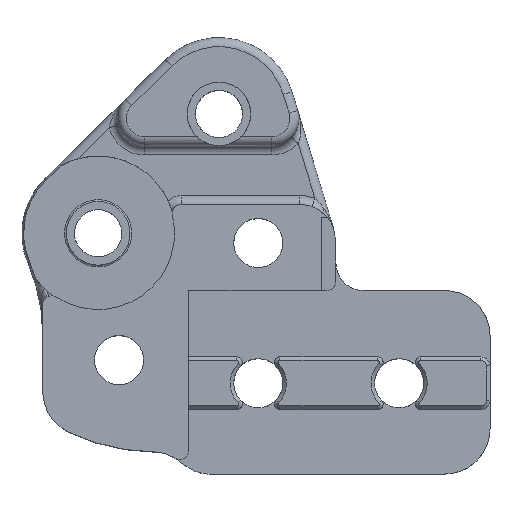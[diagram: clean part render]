
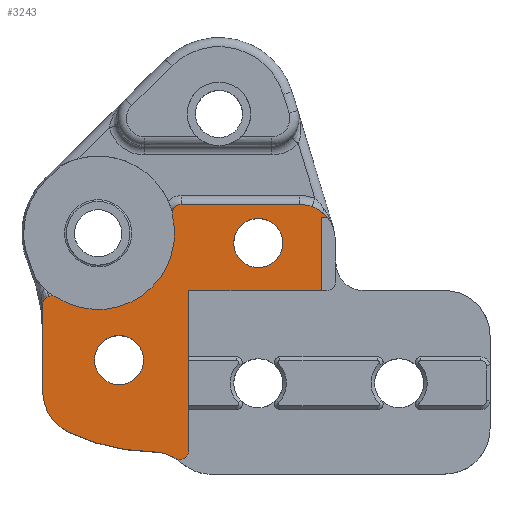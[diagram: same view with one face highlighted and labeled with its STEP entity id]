
A CAD part, top view. The second image highlights one B-rep face of the part: STEP entity #3243.
In plain terms, the highlighted planar face has unit normal (0, 0, 1).
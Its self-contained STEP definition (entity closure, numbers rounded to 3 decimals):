
#103=FACE_BOUND('',#1090,.T.);
#104=FACE_BOUND('',#1091,.T.);
#169=PLANE('',#3624);
#248=LINE('',#5256,#491);
#326=LINE('',#5888,#569);
#328=LINE('',#5891,#571);
#339=LINE('',#5936,#582);
#342=LINE('',#5941,#585);
#406=LINE('',#6255,#649);
#491=VECTOR('',#3965,10.);
#569=VECTOR('',#4287,10.);
#571=VECTOR('',#4291,10.);
#582=VECTOR('',#4330,10.);
#585=VECTOR('',#4335,10.);
#649=VECTOR('',#4589,10.);
#888=FACE_OUTER_BOUND('',#1089,.T.);
#1089=EDGE_LOOP('',(#2897,#2898,#2899,#2900,#2901,#2902,#2903,#2904,#2905,
#2906,#2907,#2908,#2909,#2910));
#1090=EDGE_LOOP('',(#2911));
#1091=EDGE_LOOP('',(#2912));
#1138=CIRCLE('',#3315,1.);
#1196=CIRCLE('',#3424,1.);
#1197=CIRCLE('',#3426,8.4);
#1198=CIRCLE('',#3428,4.);
#1219=CIRCLE('',#3456,5.);
#1220=CIRCLE('',#3458,22.2);
#1222=CIRCLE('',#3461,4.4);
#1225=CIRCLE('',#3475,1.);
#1295=CIRCLE('',#3621,2.7);
#1296=CIRCLE('',#3623,2.7);
#1350=VERTEX_POINT('',#4863);
#1351=VERTEX_POINT('',#4865);
#1434=VERTEX_POINT('',#5254);
#1457=VERTEX_POINT('',#5537);
#1458=VERTEX_POINT('',#5538);
#1459=VERTEX_POINT('',#5545);
#1460=VERTEX_POINT('',#5547);
#1478=VERTEX_POINT('',#5728);
#1479=VERTEX_POINT('',#5732);
#1482=VERTEX_POINT('',#5740);
#1486=VERTEX_POINT('',#5771);
#1523=VERTEX_POINT('',#5882);
#1525=VERTEX_POINT('',#5886);
#1546=VERTEX_POINT('',#5938);
#1597=VERTEX_POINT('',#6247);
#1598=VERTEX_POINT('',#6251);
#1650=EDGE_CURVE('',#1350,#1351,#1138,.T.);
#1769=EDGE_CURVE('',#1434,#1350,#248,.T.);
#1809=EDGE_CURVE('',#1457,#1458,#1196,.T.);
#1812=EDGE_CURVE('',#1457,#1351,#1197,.T.);
#1814=EDGE_CURVE('',#1459,#1460,#1198,.T.);
#1842=EDGE_CURVE('',#1478,#1434,#1219,.T.);
#1844=EDGE_CURVE('',#1479,#1478,#1220,.T.);
#1848=EDGE_CURVE('',#1479,#1482,#1222,.T.);
#1863=EDGE_CURVE('',#1486,#1482,#1225,.T.);
#1921=EDGE_CURVE('',#1523,#1525,#326,.T.);
#1923=EDGE_CURVE('',#1525,#1460,#328,.T.);
#1945=EDGE_CURVE('',#1459,#1458,#339,.T.);
#1948=EDGE_CURVE('',#1546,#1523,#342,.T.);
#2052=EDGE_CURVE('',#1597,#1597,#1295,.T.);
#2054=EDGE_CURVE('',#1598,#1598,#1296,.T.);
#2056=EDGE_CURVE('',#1546,#1486,#406,.T.);
#2897=ORIENTED_EDGE('',*,*,#1842,.F.);
#2898=ORIENTED_EDGE('',*,*,#1844,.F.);
#2899=ORIENTED_EDGE('',*,*,#1848,.T.);
#2900=ORIENTED_EDGE('',*,*,#1863,.F.);
#2901=ORIENTED_EDGE('',*,*,#2056,.F.);
#2902=ORIENTED_EDGE('',*,*,#1948,.T.);
#2903=ORIENTED_EDGE('',*,*,#1921,.T.);
#2904=ORIENTED_EDGE('',*,*,#1923,.T.);
#2905=ORIENTED_EDGE('',*,*,#1814,.F.);
#2906=ORIENTED_EDGE('',*,*,#1945,.T.);
#2907=ORIENTED_EDGE('',*,*,#1809,.F.);
#2908=ORIENTED_EDGE('',*,*,#1812,.T.);
#2909=ORIENTED_EDGE('',*,*,#1650,.F.);
#2910=ORIENTED_EDGE('',*,*,#1769,.F.);
#2911=ORIENTED_EDGE('',*,*,#2052,.T.);
#2912=ORIENTED_EDGE('',*,*,#2054,.T.);
#3243=ADVANCED_FACE('',(#888,#103,#104),#169,.T.);
#3315=AXIS2_PLACEMENT_3D('',#4866,#3747,#3748);
#3424=AXIS2_PLACEMENT_3D('',#5539,#4047,#4048);
#3426=AXIS2_PLACEMENT_3D('',#5543,#4053,#4054);
#3428=AXIS2_PLACEMENT_3D('',#5548,#4058,#4059);
#3456=AXIS2_PLACEMENT_3D('',#5730,#4118,#4119);
#3458=AXIS2_PLACEMENT_3D('',#5734,#4123,#4124);
#3461=AXIS2_PLACEMENT_3D('',#5742,#4131,#4132);
#3475=AXIS2_PLACEMENT_3D('',#5772,#4171,#4172);
#3621=AXIS2_PLACEMENT_3D('',#6248,#4579,#4580);
#3623=AXIS2_PLACEMENT_3D('',#6252,#4584,#4585);
#3624=AXIS2_PLACEMENT_3D('',#6254,#4587,#4588);
#3747=DIRECTION('center_axis',(0.,0.,-1.));
#3748=DIRECTION('ref_axis',(0.543,0.84,0.));
#3965=DIRECTION('',(0.,1.,0.));
#4047=DIRECTION('center_axis',(0.,0.,-1.));
#4048=DIRECTION('ref_axis',(0.,1.,0.));
#4053=DIRECTION('center_axis',(0.,0.,
-1.));
#4054=DIRECTION('ref_axis',(-0.543,-0.84,0.));
#4058=DIRECTION('center_axis',(0.,0.,
-1.));
#4059=DIRECTION('ref_axis',(0.773,0.635,0.));
#4118=DIRECTION('center_axis',(0.,0.,
-1.));
#4119=DIRECTION('ref_axis',(-1.,0.,0.));
#4123=DIRECTION('center_axis',(0.,0.,-1.));
#4124=DIRECTION('ref_axis',(-0.432,-0.902,0.));
#4131=DIRECTION('center_axis',(0.,0.,
-1.));
#4132=DIRECTION('ref_axis',(0.537,0.843,0.));
#4171=DIRECTION('center_axis',(0.,0.,-1.));
#4172=DIRECTION('ref_axis',(-0.537,-0.843,0.));
#4287=DIRECTION('',(0.,1.,0.));
#4291=DIRECTION('',(1.,0.,0.));
#4330=DIRECTION('',(-1.,0.,0.));
#4335=DIRECTION('',(1.,0.,0.));
#4579=DIRECTION('center_axis',(0.,0.,
-1.));
#4580=DIRECTION('ref_axis',(-0.814,-0.581,0.));
#4584=DIRECTION('center_axis',(0.,0.,
-1.));
#4585=DIRECTION('ref_axis',(-0.814,-0.581,0.));
#4587=DIRECTION('center_axis',(0.,0.,1.));
#4588=DIRECTION('ref_axis',(-1.,0.,0.));
#4589=DIRECTION('',(0.,-1.,0.));
#4863=CARTESIAN_POINT('',(6.366,56.09,39.879));
#4865=CARTESIAN_POINT('',(7.909,56.929,39.879));
#4866=CARTESIAN_POINT('Origin',(7.366,56.09,39.879));
#5254=CARTESIAN_POINT('',(6.366,46.602,39.879));
#5256=CARTESIAN_POINT('',(6.366,46.602,39.879));
#5537=CARTESIAN_POINT('',(20.643,65.915,39.879));
#5538=CARTESIAN_POINT('',(21.616,67.145,39.879));
#5539=CARTESIAN_POINT('Origin',(21.616,66.145,39.879));
#5543=CARTESIAN_POINT('Origin',(12.468,63.985,39.879));
#5545=CARTESIAN_POINT('',(34.615,67.145,39.879));
#5547=CARTESIAN_POINT('',(37.705,65.685,39.879));
#5548=CARTESIAN_POINT('Origin',(34.615,63.145,39.879));
#5728=CARTESIAN_POINT('',(9.204,42.093,39.879));
#5730=CARTESIAN_POINT('Origin',(11.366,46.602,39.879));
#5732=CARTESIAN_POINT('',(18.584,39.911,39.879));
#5734=CARTESIAN_POINT('Origin',(18.805,62.11,39.879));
#5740=CARTESIAN_POINT('',(20.904,39.222,39.879));
#5742=CARTESIAN_POINT('Origin',(18.54,35.511,39.879));
#5771=CARTESIAN_POINT('',(22.441,40.065,39.879));
#5772=CARTESIAN_POINT('Origin',(21.441,40.065,39.879));
#5882=CARTESIAN_POINT('',(37.041,57.685,39.879));
#5886=CARTESIAN_POINT('',(37.041,65.685,39.879));
#5888=CARTESIAN_POINT('',(37.041,57.685,39.879));
#5891=CARTESIAN_POINT('',(37.041,65.685,39.879));
#5936=CARTESIAN_POINT('',(34.615,67.145,39.879));
#5938=CARTESIAN_POINT('',(22.441,57.685,39.879));
#5941=CARTESIAN_POINT('',(22.441,57.685,39.879));
#6247=CARTESIAN_POINT('',(17.466,50.01,39.879));
#6248=CARTESIAN_POINT('Origin',(14.766,50.01,39.879));
#6251=CARTESIAN_POINT('',(32.791,62.897,39.879));
#6252=CARTESIAN_POINT('Origin',(30.091,62.897,39.879));
#6254=CARTESIAN_POINT('Origin',(3.112,70.089,39.879));
#6255=CARTESIAN_POINT('',(22.441,57.685,39.879));
